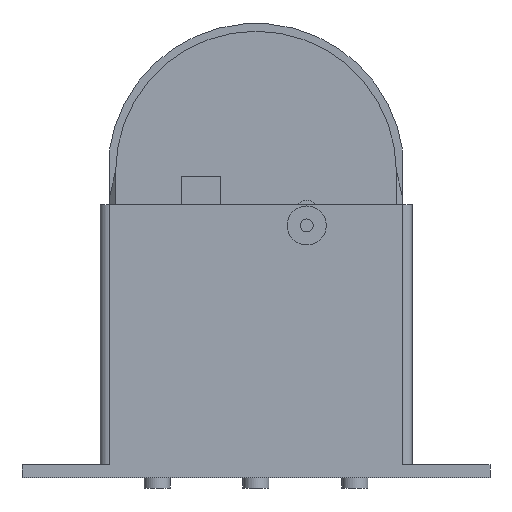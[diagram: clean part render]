
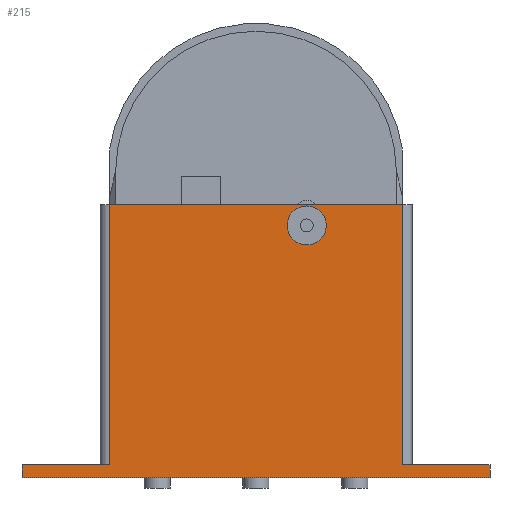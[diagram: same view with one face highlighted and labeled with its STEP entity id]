
A CAD part, front view. The second image highlights one B-rep face of the part: STEP entity #215.
In plain terms, the highlighted planar face has unit normal (0, -1, 0).
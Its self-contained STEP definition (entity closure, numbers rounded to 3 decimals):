
#215=ADVANCED_FACE('',(#496,#497),#498,.T.);
#496=FACE_BOUND('',#855,.T.);
#497=FACE_OUTER_BOUND('',#856,.T.);
#498=PLANE('',#857);
#855=EDGE_LOOP('',(#1381,#1382));
#856=EDGE_LOOP('',(#1383,#1384,#1385,#1386,#1387,#1388,#1389,#1390));
#857=AXIS2_PLACEMENT_3D('',#1391,#1392,#1393);
#1381=ORIENTED_EDGE('',*,*,#2070,.T.);
#1382=ORIENTED_EDGE('',*,*,#2029,.T.);
#1383=ORIENTED_EDGE('',*,*,#2141,.T.);
#1384=ORIENTED_EDGE('',*,*,#2135,.T.);
#1385=ORIENTED_EDGE('',*,*,#2138,.T.);
#1386=ORIENTED_EDGE('',*,*,#2115,.F.);
#1387=ORIENTED_EDGE('',*,*,#2145,.T.);
#1388=ORIENTED_EDGE('',*,*,#2146,.F.);
#1389=ORIENTED_EDGE('',*,*,#2147,.T.);
#1390=ORIENTED_EDGE('',*,*,#2148,.T.);
#1391=CARTESIAN_POINT('',(-45.0,-20.0,0.0));
#1392=DIRECTION('',(0.0,-1.0,0.0));
#1393=DIRECTION('',(1.0,0.0,0.0));
#2029=EDGE_CURVE('',#2404,#2401,#2405,.T.);
#2070=EDGE_CURVE('',#2401,#2404,#2463,.T.);
#2115=EDGE_CURVE('',#2526,#2521,#2528,.T.);
#2135=EDGE_CURVE('',#2559,#2557,#2560,.T.);
#2138=EDGE_CURVE('',#2557,#2521,#2563,.T.);
#2141=EDGE_CURVE('',#2566,#2559,#2567,.T.);
#2145=EDGE_CURVE('',#2526,#2572,#2573,.T.);
#2146=EDGE_CURVE('',#2574,#2572,#2575,.T.);
#2147=EDGE_CURVE('',#2574,#2576,#2577,.T.);
#2148=EDGE_CURVE('',#2576,#2566,#2578,.T.);
#2401=VERTEX_POINT('',#2937);
#2404=VERTEX_POINT('',#2941);
#2405=CIRCLE('',#2942,7.5);
#2463=CIRCLE('',#3009,7.5);
#2521=VERTEX_POINT('',#3083);
#2526=VERTEX_POINT('',#3089);
#2528=LINE('',#3091,#3092);
#2557=VERTEX_POINT('',#3130);
#2559=VERTEX_POINT('',#3132);
#2560=LINE('',#3133,#3134);
#2563=LINE('',#3137,#3138);
#2566=VERTEX_POINT('',#3142);
#2567=LINE('',#3143,#3144);
#2572=VERTEX_POINT('',#3151);
#2573=LINE('',#3152,#3153);
#2574=VERTEX_POINT('',#3154);
#2575=LINE('',#3155,#3156);
#2576=VERTEX_POINT('',#3157);
#2577=LINE('',#3158,#3159);
#2578=LINE('',#3160,#3161);
#2937=CARTESIAN_POINT('',(27.0,-20.0,97.0));
#2941=CARTESIAN_POINT('',(12.0,-20.0,97.0));
#2942=AXIS2_PLACEMENT_3D('',#3653,#3654,#3655);
#3009=AXIS2_PLACEMENT_3D('',#3719,#3720,#3721);
#3083=CARTESIAN_POINT('',(-56.4,-20.,105.0));
#3089=CARTESIAN_POINT('',(-56.4,-20.,5.0));
#3091=CARTESIAN_POINT('',(-56.4,-20.,5.0));
#3092=VECTOR('',#3781,1.0);
#3130=CARTESIAN_POINT('',(56.4,-20.0,105.0));
#3132=CARTESIAN_POINT('',(56.4,-20.0,5.0));
#3133=CARTESIAN_POINT('',(56.4,-20.0,5.0));
#3134=VECTOR('',#3806,1.0);
#3137=CARTESIAN_POINT('',(0.0,-20.0,105.0));
#3138=VECTOR('',#3810,1.0);
#3142=CARTESIAN_POINT('',(90.0,-20.0,5.0));
#3143=CARTESIAN_POINT('',(0.0,-20.0,5.0));
#3144=VECTOR('',#3812,1.0);
#3151=CARTESIAN_POINT('',(-90.0,-20.0,5.0));
#3152=CARTESIAN_POINT('',(0.0,-20.0,5.0));
#3153=VECTOR('',#3815,1.0);
#3154=CARTESIAN_POINT('',(-90.0,-20.0,0.0));
#3155=CARTESIAN_POINT('',(-90.0,-20.0,0.0));
#3156=VECTOR('',#3816,1.0);
#3157=CARTESIAN_POINT('',(90.0,-20.0,0.0));
#3158=CARTESIAN_POINT('',(0.0,-20.0,0.0));
#3159=VECTOR('',#3817,1.0);
#3160=CARTESIAN_POINT('',(90.0,-20.0,0.0));
#3161=VECTOR('',#3818,1.0);
#3653=CARTESIAN_POINT('',(19.5,-20.0,97.0));
#3654=DIRECTION('',(-0.0,1.0,0.0));
#3655=DIRECTION('',(1.0,0.0,0.0));
#3719=CARTESIAN_POINT('',(19.5,-20.0,97.0));
#3720=DIRECTION('',(-0.0,1.0,0.0));
#3721=DIRECTION('',(1.0,0.0,0.0));
#3781=DIRECTION('',(0.0,0.0,1.0));
#3806=DIRECTION('',(0.0,0.0,1.0));
#3810=DIRECTION('',(-1.0,-0.0,-0.0));
#3812=DIRECTION('',(-1.0,-0.0,-0.0));
#3815=DIRECTION('',(-1.0,-0.0,-0.0));
#3816=DIRECTION('',(0.0,0.0,1.0));
#3817=DIRECTION('',(1.0,0.0,0.0));
#3818=DIRECTION('',(0.0,0.0,1.0));
